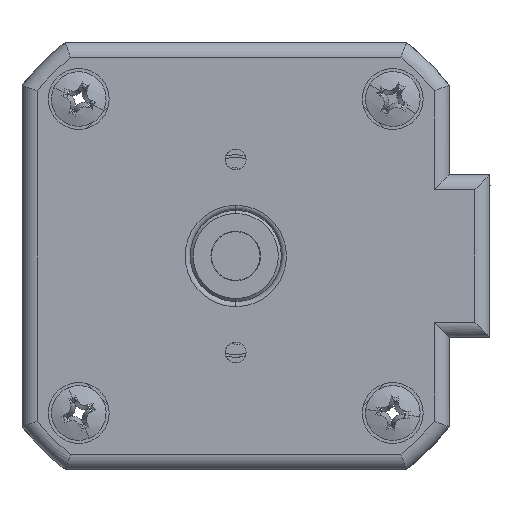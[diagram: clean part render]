
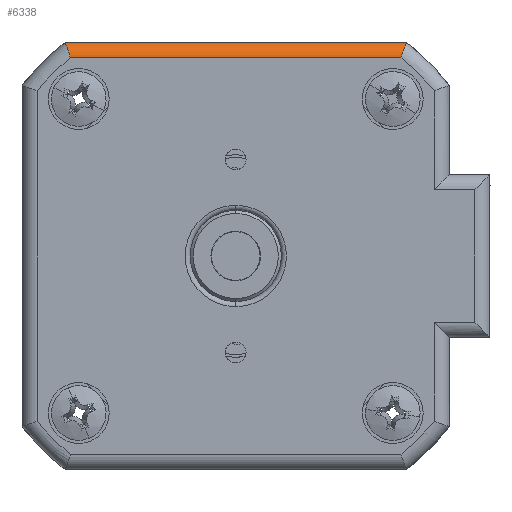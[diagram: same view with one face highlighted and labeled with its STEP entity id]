
A CAD part, front view. The second image highlights one B-rep face of the part: STEP entity #6338.
In plain terms, the highlighted cylindrical face has radius 1.5 mm (diameter 3 mm), a partial arc.
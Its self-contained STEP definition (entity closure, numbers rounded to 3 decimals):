
#61 = VERTEX_POINT ( 'NONE', #5307 ) ;
#438 = CARTESIAN_POINT ( 'NONE',  ( -0.735, -37.958, 54.45 ) ) ;
#613 = CARTESIAN_POINT ( 'NONE',  ( -1.131, -39.421, 53.333 ) ) ;
#621 = CARTESIAN_POINT ( 'NONE',  ( -34.427, -37.958, 52.95 ) ) ;
#1290 = ORIENTED_EDGE ( 'NONE', *, *, #7852, .F. ) ;
#1357 = CARTESIAN_POINT ( 'NONE',  ( -0.945, -39.171, 53.855 ) ) ;
#1485 = CARTESIAN_POINT ( 'NONE',  ( -34.159, -39.278, 53.688 ) ) ;
#1613 = CARTESIAN_POINT ( 'NONE',  ( -17.581, -39.458, 52.95 ) ) ;
#1635 = VECTOR ( 'NONE', #4293, 1000. ) ;
#1977 = VERTEX_POINT ( 'NONE', #9395 ) ;
#2075 = CARTESIAN_POINT ( 'NONE',  ( -0.805, -38.732, 54.251 ) ) ;
#2218 = CARTESIAN_POINT ( 'NONE',  ( -34.317, -38.899, 54.135 ) ) ;
#2343 = DIRECTION ( 'NONE',  ( -1., 0., 0. ) ) ;
#2474 = VERTEX_POINT ( 'NONE', #438 ) ;
#2782 = CARTESIAN_POINT ( 'NONE',  ( -34.427, -37.958, 54.45 ) ) ;
#2841 = CARTESIAN_POINT ( 'NONE',  ( -0.753, -38.358, 54.399 ) ) ;
#2985 = CARTESIAN_POINT ( 'NONE',  ( -34.399, -38.456, 54.369 ) ) ;
#3332 = AXIS2_PLACEMENT_3D ( 'NONE', #621, #6589, #5102 ) ;
#3619 = CARTESIAN_POINT ( 'NONE',  ( -0.735, -38.061, 54.45 ) ) ;
#3764 = CARTESIAN_POINT ( 'NONE',  ( -34.424, -38.161, 54.44 ) ) ;
#4293 = DIRECTION ( 'NONE',  ( 1., 0., 0. ) ) ;
#4487 = CARTESIAN_POINT ( 'NONE',  ( -34.427, -37.958, 54.45 ) ) ;
#4492 = CARTESIAN_POINT ( 'NONE',  ( -33.894, -39.458, 52.95 ) ) ;
#4807 = EDGE_LOOP ( 'NONE', ( #7388, #1290, #8193, #9622 ) ) ;
#5102 = DIRECTION ( 'NONE',  ( 0., 0., -1. ) ) ;
#5307 = CARTESIAN_POINT ( 'NONE',  ( -1.269, -39.458, 52.95 ) ) ;
#5400 = LINE ( 'NONE', #2782, #1635 ) ;
#5860 = CARTESIAN_POINT ( 'NONE',  ( -1.004, -39.278, 53.688 ) ) ;
#5994 = CARTESIAN_POINT ( 'NONE',  ( -34.032, -39.421, 53.333 ) ) ;
#6293 = CYLINDRICAL_SURFACE ( 'NONE', #3332, 1.5 ) ;
#6338 = ADVANCED_FACE ( 'NONE', ( #6748 ), #6293, .T. ) ;
#6549 = CARTESIAN_POINT ( 'NONE',  ( -1.269, -39.458, 52.95 ) ) ;
#6580 = CARTESIAN_POINT ( 'NONE',  ( -0.846, -38.899, 54.135 ) ) ;
#6589 = DIRECTION ( 'NONE',  ( 1., 0., 0. ) ) ;
#6706 = VECTOR ( 'NONE', #2343, 1000. ) ;
#6716 = CARTESIAN_POINT ( 'NONE',  ( -34.218, -39.171, 53.855 ) ) ;
#6748 = FACE_OUTER_BOUND ( 'NONE', #4807, .T. ) ;
#6776 = VERTEX_POINT ( 'NONE', #7766 ) ;
#7059 = EDGE_CURVE ( 'NONE', #61, #6776, #9013, .T. ) ;
#7265 = B_SPLINE_CURVE_WITH_KNOTS ( 'NONE', 3,
 ( #4492, #9048, #5994, #1485, #6716, #2218, #7491, #2985, #8302, #3764, #9046, #4487 ),
 .UNSPECIFIED., .F., .F.,
 ( 4, 2, 2, 2, 2, 4 ),
 ( 0., 0.001, 0.001, 0.002, 0.002, 0.002 ),
 .UNSPECIFIED. ) ;
#7357 = CARTESIAN_POINT ( 'NONE',  ( -0.764, -38.456, 54.369 ) ) ;
#7388 = ORIENTED_EDGE ( 'NONE', *, *, #7867, .T. ) ;
#7491 = CARTESIAN_POINT ( 'NONE',  ( -34.358, -38.732, 54.251 ) ) ;
#7766 = CARTESIAN_POINT ( 'NONE',  ( -33.894, -39.458, 52.95 ) ) ;
#7852 = EDGE_CURVE ( 'NONE', #1977, #2474, #5400, .T. ) ;
#7867 = EDGE_CURVE ( 'NONE', #61, #2474, #8692, .T. ) ;
#7941 = EDGE_CURVE ( 'NONE', #6776, #1977, #7265, .T. ) ;
#8118 = CARTESIAN_POINT ( 'NONE',  ( -1.2, -39.458, 53.14 ) ) ;
#8156 = CARTESIAN_POINT ( 'NONE',  ( -0.739, -38.161, 54.44 ) ) ;
#8193 = ORIENTED_EDGE ( 'NONE', *, *, #7941, .F. ) ;
#8302 = CARTESIAN_POINT ( 'NONE',  ( -34.41, -38.358, 54.399 ) ) ;
#8692 = B_SPLINE_CURVE_WITH_KNOTS ( 'NONE', 3,
 ( #6549, #8118, #613, #5860, #1357, #6580, #2075, #7357, #2841, #8156, #3619, #8912 ),
 .UNSPECIFIED., .F., .F.,
 ( 4, 2, 2, 2, 2, 4 ),
 ( 0., 0.001, 0.001, 0.002, 0.002, 0.002 ),
 .UNSPECIFIED. ) ;
#8912 = CARTESIAN_POINT ( 'NONE',  ( -0.735, -37.958, 54.45 ) ) ;
#9013 = LINE ( 'NONE', #1613, #6706 ) ;
#9046 = CARTESIAN_POINT ( 'NONE',  ( -34.427, -38.061, 54.45 ) ) ;
#9048 = CARTESIAN_POINT ( 'NONE',  ( -33.963, -39.458, 53.14 ) ) ;
#9395 = CARTESIAN_POINT ( 'NONE',  ( -34.427, -37.958, 54.45 ) ) ;
#9622 = ORIENTED_EDGE ( 'NONE', *, *, #7059, .F. ) ;
